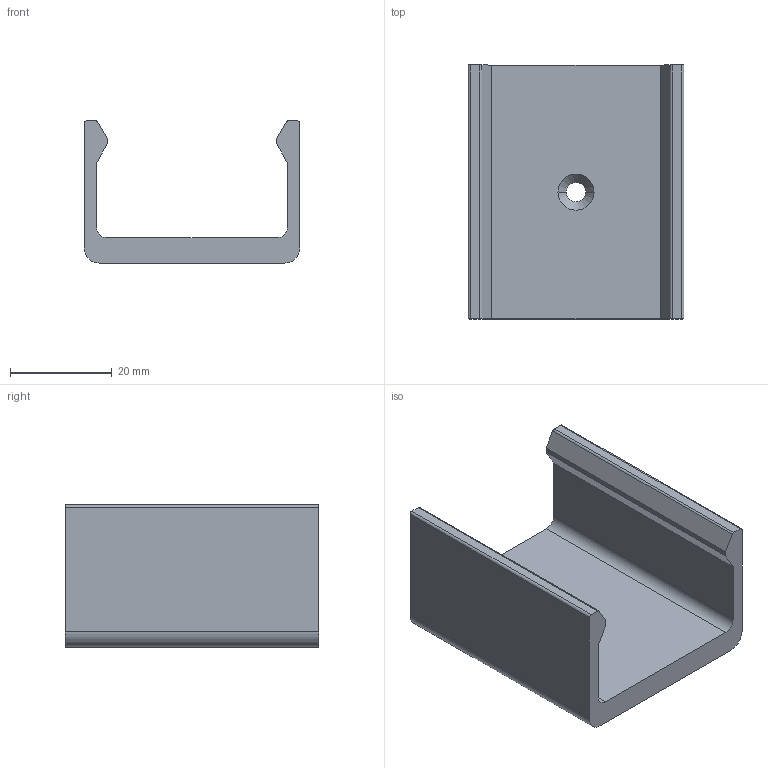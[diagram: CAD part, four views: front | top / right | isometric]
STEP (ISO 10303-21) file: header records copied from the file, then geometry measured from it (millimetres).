
FILE_DESCRIPTION((''),'2;1');
FILE_NAME('215074_ASM','2019-11-19T11:03:40',('pdmadmin'),('BANNER ENGINEERING'),'CREO PARAMETRIC BY PTC INC, 2018300','CREO PARAMETRIC BY PTC INC, 2018300','');
FILE_SCHEMA(('CONFIG_CONTROL_DESIGN'));
Length unit declared in the file: millimetre
Products named in the file (2): 112179; 215074_ASM
Assembly tree (1 placements, depth 2):
  215074_ASM
    112179
Bounding box: 42.5 x 50 x 28 mm (x, y, z)
Volume: 17153.5 mm3; surface area: 9945.4 mm2
Topology: 1 solids, 1 shells, 28 faces, 76 edges, 50 vertices
Faces by surface type: plane 16, cylinder 10, cone 2
Entity records: 957 total; most frequent: DIRECTION 160, CARTESIAN_POINT 157, ORIENTED_EDGE 152, EDGE_CURVE 76, VECTOR 54, LINE 54, AXIS2_PLACEMENT_3D 53, VERTEX_POINT 50
